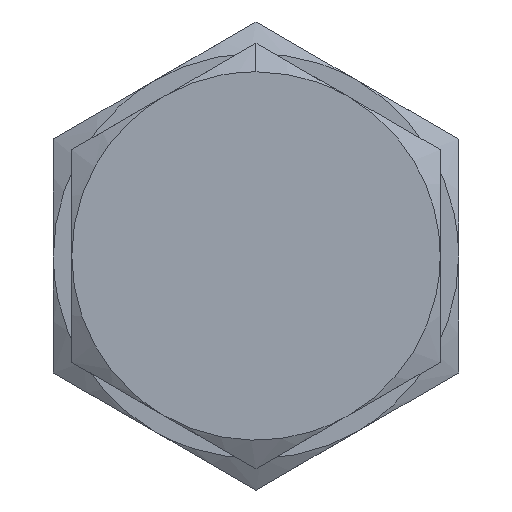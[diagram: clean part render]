
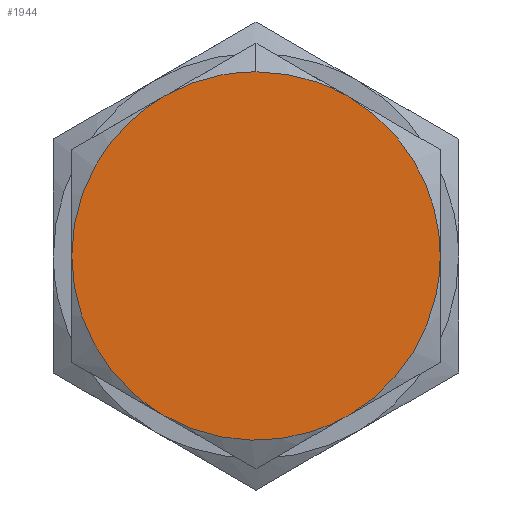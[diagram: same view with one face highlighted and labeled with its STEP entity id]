
A CAD part, front view. The second image highlights one B-rep face of the part: STEP entity #1944.
In plain terms, the highlighted free-form (B-spline) face has degree [1, 1] with [2, 2] control points.
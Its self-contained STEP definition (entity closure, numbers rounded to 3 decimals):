
#5 = CARTESIAN_POINT ( 'NONE',  ( -4.784, -21.191, 8.66 ) ) ;
#80 = VERTEX_POINT ( 'NONE', #1774 ) ;
#98 = VERTEX_POINT ( 'NONE', #252 ) ;
#115 = CARTESIAN_POINT ( 'NONE',  ( 10.216, -21.191, 0. ) ) ;
#125 = VERTEX_POINT ( 'NONE', #895 ) ;
#159 = ORIENTED_EDGE ( 'NONE', *, *, #758, .F. ) ;
#165 = CARTESIAN_POINT ( 'NONE',  ( -0.657, -21.191, -10. ) ) ;
#193 = CARTESIAN_POINT ( 'NONE',  ( 10.216, -21.191, 0. ) ) ;
#207 = CARTESIAN_POINT ( 'NONE',  ( -6.237, -21.191, -7.689 ) ) ;
#252 = CARTESIAN_POINT ( 'NONE',  ( 5.216, -21.191, 8.66 ) ) ;
#273 = CARTESIAN_POINT ( 'NONE',  ( 5.216, -21.191, 8.66 ) ) ;
#303 = CARTESIAN_POINT ( 'NONE',  ( 10.216, -21.191, -0.874 ) ) ;
#329 = CARTESIAN_POINT ( 'NONE',  ( -7.953, -21.191, 6.83 ) ) ;
#369 = EDGE_CURVE ( 'NONE', #80, #1629, #649, .T. ) ;
#420 = CARTESIAN_POINT ( 'NONE',  ( -9.217, -21.191, -3.432 ) ) ;
#422 = EDGE_CURVE ( 'NONE', #2683, #98, #729, .T. ) ;
#543 = CARTESIAN_POINT ( 'NONE',  ( -9.784, -21.191, 0. ) ) ;
#577 = CARTESIAN_POINT ( 'NONE',  ( 3.687, -21.191, 9.543 ) ) ;
#587 = CARTESIAN_POINT ( 'NONE',  ( 3.649, -21.191, -9.433 ) ) ;
#601 = CARTESIAN_POINT ( 'NONE',  ( -3.216, -21.191, -9.433 ) ) ;
#602 = CARTESIAN_POINT ( 'NONE',  ( -9.669, -21.191, -1.744 ) ) ;
#638 = CARTESIAN_POINT ( 'NONE',  ( -5.54, -21.191, -8.223 ) ) ;
#649 = B_SPLINE_CURVE_WITH_KNOTS ( 'NONE', 3,
 ( #2662, #715, #957, #1379, #1579, #2681, #2231, #1151, #303, #947 ),
 .UNSPECIFIED., .F., .F.,
 ( 4, 2, 2, 2, 4 ),
 ( 0., 0.262, 0.524, 0.785, 1.047 ),
 .UNSPECIFIED. ) ;
#715 = CARTESIAN_POINT ( 'NONE',  ( 5.973, -21.191, -8.223 ) ) ;
#729 =( BOUNDED_CURVE ( )  B_SPLINE_CURVE ( 3, ( #2706, #974, #577, #1613 ),
 .UNSPECIFIED., .F., .F. ) 
 B_SPLINE_CURVE_WITH_KNOTS ( ( 4, 4 ),
 ( -0.524, 0. ),
 .UNSPECIFIED. ) 
 CURVE ( )  GEOMETRIC_REPRESENTATION_ITEM ( )  RATIONAL_B_SPLINE_CURVE ( ( 1., 0.977, 0.977, 1. ) ) 
 REPRESENTATION_ITEM ( '' )  );
#749 = B_SPLINE_SURFACE_WITH_KNOTS ( 'NONE', 1, 1, ( 
 ( #1448, #1900 ),
 ( #1020, #2560 ) ),
 .UNSPECIFIED., .F., .F., .F.,
 ( 2, 2 ),
 ( 2, 2 ),
 ( 0., 1. ),
 ( 0., 1. ),
 .UNSPECIFIED. ) ;
#758 = EDGE_CURVE ( 'NONE', #1643, #2683, #1121, .T. ) ;
#800 = ORIENTED_EDGE ( 'NONE', *, *, #1870, .F. ) ;
#822 = CARTESIAN_POINT ( 'NONE',  ( 4.46, -21.191, -9.097 ) ) ;
#823 = CARTESIAN_POINT ( 'NONE',  ( 0.216, -21.191, 10. ) ) ;
#834 = CARTESIAN_POINT ( 'NONE',  ( -4.027, -21.191, -9.097 ) ) ;
#850 = ORIENTED_EDGE ( 'NONE', *, *, #2607, .T. ) ;
#895 = CARTESIAN_POINT ( 'NONE',  ( -9.784, -21.191, 0. ) ) ;
#897 = ORIENTED_EDGE ( 'NONE', *, *, #369, .T. ) ;
#947 = CARTESIAN_POINT ( 'NONE',  ( 10.216, -21.191, 0. ) ) ;
#957 = CARTESIAN_POINT ( 'NONE',  ( 6.67, -21.191, -7.689 ) ) ;
#974 = CARTESIAN_POINT ( 'NONE',  ( 1.982, -21.191, 10. ) ) ;
#980 = CARTESIAN_POINT ( 'NONE',  ( 8.386, -21.191, 6.83 ) ) ;
#1009 = CARTESIAN_POINT ( 'NONE',  ( 10.216, -21.191, 3.66 ) ) ;
#1020 = CARTESIAN_POINT ( 'NONE',  ( -9.904, -21.191, 10.12 ) ) ;
#1057 = CARTESIAN_POINT ( 'NONE',  ( -4.784, -21.191, 8.66 ) ) ;
#1121 =( BOUNDED_CURVE ( )  B_SPLINE_CURVE ( 3, ( #5, #1317, #2409, #1558 ),
 .UNSPECIFIED., .F., .F. ) 
 B_SPLINE_CURVE_WITH_KNOTS ( ( 4, 4 ),
 ( -0.524, 0. ),
 .UNSPECIFIED. ) 
 CURVE ( )  GEOMETRIC_REPRESENTATION_ITEM ( )  RATIONAL_B_SPLINE_CURVE ( ( 1., 0.977, 0.977, 1. ) ) 
 REPRESENTATION_ITEM ( '' )  );
#1151 = CARTESIAN_POINT ( 'NONE',  ( 10.102, -21.191, -1.744 ) ) ;
#1213 = VERTEX_POINT ( 'NONE', #1408 ) ;
#1241 = EDGE_CURVE ( 'NONE', #1213, #80, #1427, .T. ) ;
#1272 = CARTESIAN_POINT ( 'NONE',  ( -9.784, -21.191, 0. ) ) ;
#1292 = B_SPLINE_CURVE_WITH_KNOTS ( 'NONE', 3,
 ( #1272, #2331, #602, #420, #2556, #1927, #2790, #207, #638, #2110 ),
 .UNSPECIFIED., .F., .F.,
 ( 4, 2, 2, 2, 4 ),
 ( 0., 0.262, 0.524, 0.785, 1.047 ),
 .UNSPECIFIED. ) ;
#1303 = EDGE_LOOP ( 'NONE', ( #2081, #159, #800, #850, #1553, #897, #1345 ) ) ;
#1317 = CARTESIAN_POINT ( 'NONE',  ( -3.255, -21.191, 9.543 ) ) ;
#1345 = ORIENTED_EDGE ( 'NONE', *, *, #1515, .F. ) ;
#1375 = FACE_OUTER_BOUND ( 'NONE', #1303, .T. ) ;
#1379 = CARTESIAN_POINT ( 'NONE',  ( 7.905, -21.191, -6.453 ) ) ;
#1408 = CARTESIAN_POINT ( 'NONE',  ( -4.784, -21.191, -8.66 ) ) ;
#1427 = B_SPLINE_CURVE_WITH_KNOTS ( 'NONE', 3,
 ( #1902, #834, #601, #2562, #165, #1668, #2338, #587, #822, #2077 ),
 .UNSPECIFIED., .F., .F.,
 ( 4, 2, 2, 2, 4 ),
 ( 0., 0.262, 0.524, 0.785, 1.047 ),
 .UNSPECIFIED. ) ;
#1448 = CARTESIAN_POINT ( 'NONE',  ( -9.904, -21.191, -10.12 ) ) ;
#1515 = EDGE_CURVE ( 'NONE', #98, #1629, #2638, .T. ) ;
#1553 = ORIENTED_EDGE ( 'NONE', *, *, #1241, .T. ) ;
#1558 = CARTESIAN_POINT ( 'NONE',  ( 0.216, -21.191, 10. ) ) ;
#1579 = CARTESIAN_POINT ( 'NONE',  ( 8.44, -21.191, -5.757 ) ) ;
#1613 = CARTESIAN_POINT ( 'NONE',  ( 5.216, -21.191, 8.66 ) ) ;
#1629 = VERTEX_POINT ( 'NONE', #193 ) ;
#1643 = VERTEX_POINT ( 'NONE', #1057 ) ;
#1668 = CARTESIAN_POINT ( 'NONE',  ( 1.09, -21.191, -10. ) ) ;
#1774 = CARTESIAN_POINT ( 'NONE',  ( 5.216, -21.191, -8.66 ) ) ;
#1870 = EDGE_CURVE ( 'NONE', #125, #1643, #1938, .T. ) ;
#1900 = CARTESIAN_POINT ( 'NONE',  ( 10.336, -21.191, -10.12 ) ) ;
#1902 = CARTESIAN_POINT ( 'NONE',  ( -4.784, -21.191, -8.66 ) ) ;
#1927 = CARTESIAN_POINT ( 'NONE',  ( -8.007, -21.191, -5.757 ) ) ;
#1938 =( BOUNDED_CURVE ( )  B_SPLINE_CURVE ( 3, ( #543, #2525, #329, #2048 ),
 .UNSPECIFIED., .F., .F. ) 
 B_SPLINE_CURVE_WITH_KNOTS ( ( 4, 4 ),
 ( -1.047, 0. ),
 .UNSPECIFIED. ) 
 CURVE ( )  GEOMETRIC_REPRESENTATION_ITEM ( )  RATIONAL_B_SPLINE_CURVE ( ( 1., 0.911, 0.911, 1. ) ) 
 REPRESENTATION_ITEM ( '' )  );
#1944 = ADVANCED_FACE ( 'NONE', ( #1375 ), #749, .F. ) ;
#2048 = CARTESIAN_POINT ( 'NONE',  ( -4.784, -21.191, 8.66 ) ) ;
#2077 = CARTESIAN_POINT ( 'NONE',  ( 5.216, -21.191, -8.66 ) ) ;
#2081 = ORIENTED_EDGE ( 'NONE', *, *, #422, .F. ) ;
#2110 = CARTESIAN_POINT ( 'NONE',  ( -4.784, -21.191, -8.66 ) ) ;
#2231 = CARTESIAN_POINT ( 'NONE',  ( 9.65, -21.191, -3.432 ) ) ;
#2331 = CARTESIAN_POINT ( 'NONE',  ( -9.784, -21.191, -0.874 ) ) ;
#2338 = CARTESIAN_POINT ( 'NONE',  ( 1.961, -21.191, -9.885 ) ) ;
#2409 = CARTESIAN_POINT ( 'NONE',  ( -1.549, -21.191, 10. ) ) ;
#2525 = CARTESIAN_POINT ( 'NONE',  ( -9.784, -21.191, 3.66 ) ) ;
#2556 = CARTESIAN_POINT ( 'NONE',  ( -8.881, -21.191, -4.243 ) ) ;
#2560 = CARTESIAN_POINT ( 'NONE',  ( 10.336, -21.191, 10.12 ) ) ;
#2562 = CARTESIAN_POINT ( 'NONE',  ( -1.528, -21.191, -9.885 ) ) ;
#2607 = EDGE_CURVE ( 'NONE', #125, #1213, #1292, .T. ) ;
#2638 =( BOUNDED_CURVE ( )  B_SPLINE_CURVE ( 3, ( #273, #980, #1009, #115 ),
 .UNSPECIFIED., .F., .F. ) 
 B_SPLINE_CURVE_WITH_KNOTS ( ( 4, 4 ),
 ( -1.047, 0. ),
 .UNSPECIFIED. ) 
 CURVE ( )  GEOMETRIC_REPRESENTATION_ITEM ( )  RATIONAL_B_SPLINE_CURVE ( ( 1., 0.911, 0.911, 1. ) ) 
 REPRESENTATION_ITEM ( '' )  );
#2662 = CARTESIAN_POINT ( 'NONE',  ( 5.216, -21.191, -8.66 ) ) ;
#2681 = CARTESIAN_POINT ( 'NONE',  ( 9.314, -21.191, -4.243 ) ) ;
#2683 = VERTEX_POINT ( 'NONE', #823 ) ;
#2706 = CARTESIAN_POINT ( 'NONE',  ( 0.216, -21.191, 10. ) ) ;
#2790 = CARTESIAN_POINT ( 'NONE',  ( -7.473, -21.191, -6.453 ) ) ;
